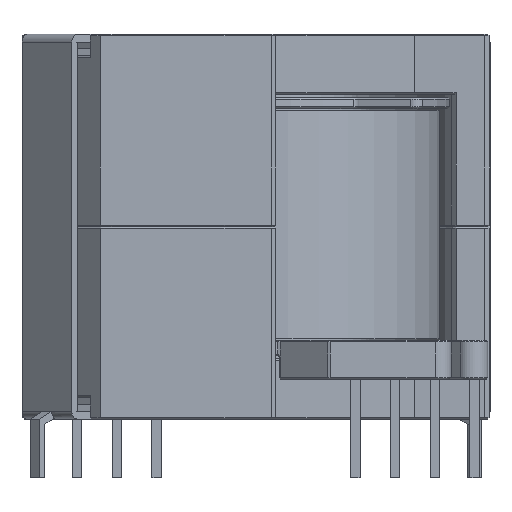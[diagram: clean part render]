
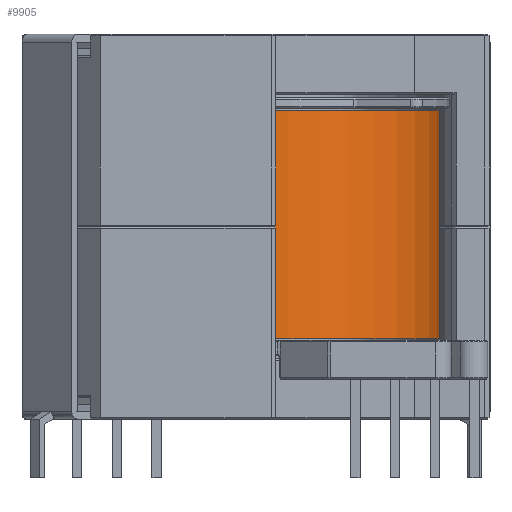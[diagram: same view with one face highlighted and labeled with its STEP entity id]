
A CAD part, front view. The second image highlights one B-rep face of the part: STEP entity #9905.
In plain terms, the highlighted cylindrical face has radius 11.732 mm (diameter 23.465 mm), a full revolution.
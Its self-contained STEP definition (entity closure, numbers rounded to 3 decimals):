
#59=CYLINDRICAL_SURFACE('',#10477,11.733);
#107=CIRCLE('',#10473,11.733);
#108=CIRCLE('',#10475,11.733);
#180=FACE_BOUND('',#1597,.T.);
#1026=FACE_OUTER_BOUND('',#1596,.T.);
#1596=EDGE_LOOP('',(#8148));
#1597=EDGE_LOOP('',(#8149));
#4815=VERTEX_POINT('',#15709);
#4816=VERTEX_POINT('',#15712);
#5961=EDGE_CURVE('',#4815,#4815,#107,.T.);
#5962=EDGE_CURVE('',#4816,#4816,#108,.T.);
#8148=ORIENTED_EDGE('',*,*,#5962,.F.);
#8149=ORIENTED_EDGE('',*,*,#5961,.F.);
#9905=ADVANCED_FACE('',(#1026,#180),#59,.T.);
#10473=AXIS2_PLACEMENT_3D('',#15710,#12297,#12298);
#10475=AXIS2_PLACEMENT_3D('',#15713,#12301,#12302);
#10477=AXIS2_PLACEMENT_3D('',#15716,#12305,#12306);
#12297=DIRECTION('center_axis',(0.,0.,1.));
#12298=DIRECTION('ref_axis',(-1.,0.,0.));
#12301=DIRECTION('center_axis',(0.,0.,-1.));
#12302=DIRECTION('ref_axis',(-1.,0.,0.));
#12305=DIRECTION('center_axis',(0.,0.,1.));
#12306=DIRECTION('ref_axis',(-1.,0.,0.));
#15709=CARTESIAN_POINT('',(11.733,0.,19.75));
#15710=CARTESIAN_POINT('Origin',(0.,0.,19.75));
#15712=CARTESIAN_POINT('',(11.733,0.,5.15));
#15713=CARTESIAN_POINT('Origin',(0.,0.,5.15));
#15716=CARTESIAN_POINT('Origin',(0.,0.,12.45));
